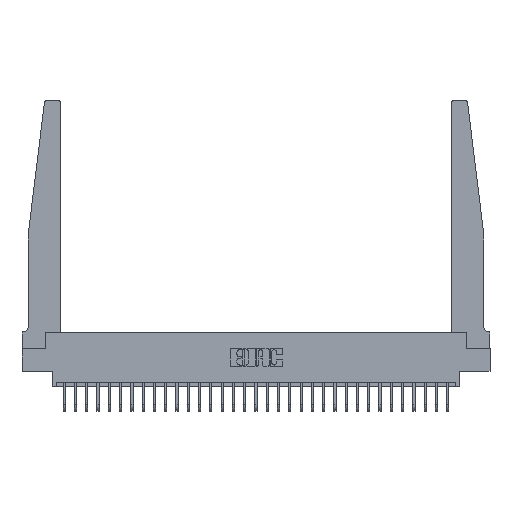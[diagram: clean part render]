
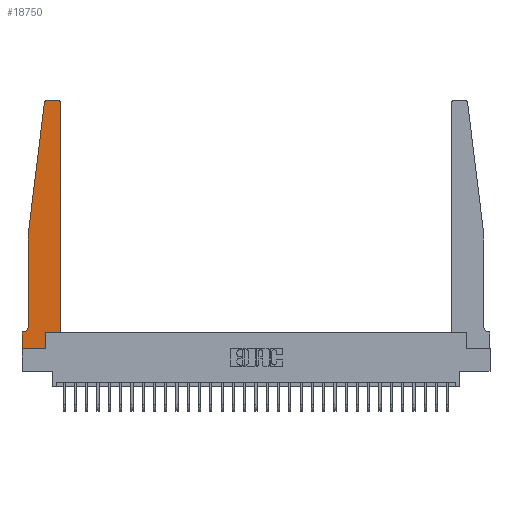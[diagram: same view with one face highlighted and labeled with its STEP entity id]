
A CAD part, top view. The second image highlights one B-rep face of the part: STEP entity #18750.
In plain terms, the highlighted planar face has unit normal (0, 0, 1).
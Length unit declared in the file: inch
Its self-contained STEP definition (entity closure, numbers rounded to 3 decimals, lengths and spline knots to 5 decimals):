
#490 = ORIENTED_EDGE ( 'NONE', *, *, #3991, .T. ) ;
#605 = AXIS2_PLACEMENT_3D ( 'NONE', #13939, #1044, #16053 ) ;
#737 = CARTESIAN_POINT ( 'NONE',  ( 0.425, 0.18, 0.37 ) ) ;
#1044 = DIRECTION ( 'NONE',  ( 0., 0., -1. ) ) ;
#1067 = DIRECTION ( 'NONE',  ( 1., 0., 0. ) ) ;
#1427 = AXIS2_PLACEMENT_3D ( 'NONE', #16801, #25304, #12634 ) ;
#1758 = ORIENTED_EDGE ( 'NONE', *, *, #18008, .T. ) ;
#1875 = CARTESIAN_POINT ( 'NONE',  ( 0., 0.1875, 0.37 ) ) ;
#2028 = CARTESIAN_POINT ( 'NONE',  ( 0.425, 2.72, 0.37 ) ) ;
#2702 = EDGE_CURVE ( 'NONE', #27255, #14974, #24604, .T. ) ;
#2855 = DIRECTION ( 'NONE',  ( 0., 1., 0. ) ) ;
#3134 = EDGE_CURVE ( 'NONE', #17416, #9621, #8288, .T. ) ;
#3484 = CARTESIAN_POINT ( 'NONE',  ( 0.065, 1.25, 0.37 ) ) ;
#3569 = CARTESIAN_POINT ( 'NONE',  ( 0., 0., 0.37 ) ) ;
#3910 = DIRECTION ( 'NONE',  ( -1., 0., 0. ) ) ;
#3991 = EDGE_CURVE ( 'NONE', #4483, #26708, #20853, .T. ) ;
#4087 = ORIENTED_EDGE ( 'NONE', *, *, #20322, .T. ) ;
#4483 = VERTEX_POINT ( 'NONE', #22998 ) ;
#4930 = CARTESIAN_POINT ( 'NONE',  ( 0., 0., 0.37 ) ) ;
#5795 = VECTOR ( 'NONE', #12167, 39.37008 ) ;
#6018 = DIRECTION ( 'NONE',  ( 0., -1., 0. ) ) ;
#6022 = CARTESIAN_POINT ( 'NONE',  ( 0.2605, 0., 0.37 ) ) ;
#6197 = VERTEX_POINT ( 'NONE', #7585 ) ;
#6215 = LINE ( 'NONE', #8200, #11206 ) ;
#7111 = DIRECTION ( 'NONE',  ( 0., 0., 1. ) ) ;
#7432 = EDGE_CURVE ( 'NONE', #6197, #4483, #14962, .T. ) ;
#7585 = CARTESIAN_POINT ( 'NONE',  ( 0.395, 2.75, 0.37 ) ) ;
#7649 = VECTOR ( 'NONE', #12263, 39.37008 ) ;
#8200 = CARTESIAN_POINT ( 'NONE',  ( 0.065, 0.1875, 0.37 ) ) ;
#8208 = AXIS2_PLACEMENT_3D ( 'NONE', #8739, #23578, #10871 ) ;
#8288 = CIRCLE ( 'NONE', #605, 0.05 ) ;
#8314 = PLANE ( 'NONE',  #1427 ) ;
#8515 = FACE_OUTER_BOUND ( 'NONE', #12590, .T. ) ;
#8691 = CARTESIAN_POINT ( 'NONE',  ( 0.425, 0.18, 0.37 ) ) ;
#8739 = CARTESIAN_POINT ( 'NONE',  ( 0.27653, 2.72, 0.37 ) ) ;
#9138 = AXIS2_PLACEMENT_3D ( 'NONE', #19823, #7111, #21943 ) ;
#9206 = ORIENTED_EDGE ( 'NONE', *, *, #24410, .T. ) ;
#9288 = VECTOR ( 'NONE', #18874, 39.37008 ) ;
#9483 = ORIENTED_EDGE ( 'NONE', *, *, #7432, .T. ) ;
#9569 = CARTESIAN_POINT ( 'NONE',  ( 0.2605, 0.18, 0.37 ) ) ;
#9621 = VERTEX_POINT ( 'NONE', #19303 ) ;
#9954 = ORIENTED_EDGE ( 'NONE', *, *, #24285, .T. ) ;
#10028 = EDGE_CURVE ( 'NONE', #26708, #10215, #22757, .T. ) ;
#10204 = VECTOR ( 'NONE', #2855, 39.37008 ) ;
#10215 = VERTEX_POINT ( 'NONE', #25385 ) ;
#10226 = VECTOR ( 'NONE', #6018, 39.37008 ) ;
#10228 = CARTESIAN_POINT ( 'NONE',  ( 0.065, 1.25, 0.37 ) ) ;
#10871 = DIRECTION ( 'NONE',  ( 1., 0., 0. ) ) ;
#10891 = ORIENTED_EDGE ( 'NONE', *, *, #22845, .T. ) ;
#10938 = CARTESIAN_POINT ( 'NONE',  ( 0.24675, 2.72367, 0.37 ) ) ;
#10942 = VERTEX_POINT ( 'NONE', #25685 ) ;
#11018 = VECTOR ( 'NONE', #1067, 39.37008 ) ;
#11206 = VECTOR ( 'NONE', #3910, 39.37008 ) ;
#11688 = LINE ( 'NONE', #11772, #11018 ) ;
#11772 = CARTESIAN_POINT ( 'NONE',  ( 0., 0., 0.37 ) ) ;
#12167 = DIRECTION ( 'NONE',  ( -0.122, -0.992, 0. ) ) ;
#12263 = DIRECTION ( 'NONE',  ( 0., -1., 0. ) ) ;
#12590 = EDGE_LOOP ( 'NONE', ( #9483, #490, #25342, #1758, #20315, #10891, #12801, #4087, #9206, #12910, #19932, #9954 ) ) ;
#12634 = DIRECTION ( 'NONE',  ( 1., 0., 0. ) ) ;
#12801 = ORIENTED_EDGE ( 'NONE', *, *, #2702, .T. ) ;
#12910 = ORIENTED_EDGE ( 'NONE', *, *, #25438, .T. ) ;
#13859 = DIRECTION ( 'NONE',  ( 0., 1., 0. ) ) ;
#13883 = VECTOR ( 'NONE', #13859, 39.37008 ) ;
#13939 = CARTESIAN_POINT ( 'NONE',  ( 0.015, 0.2375, 0.37 ) ) ;
#14227 = VERTEX_POINT ( 'NONE', #2028 ) ;
#14617 = VERTEX_POINT ( 'NONE', #6022 ) ;
#14962 = LINE ( 'NONE', #16845, #9288 ) ;
#14974 = VERTEX_POINT ( 'NONE', #4930 ) ;
#15222 = CARTESIAN_POINT ( 'NONE',  ( 0.425, 0.18, 0.37 ) ) ;
#15914 = LINE ( 'NONE', #10228, #10226 ) ;
#16053 = DIRECTION ( 'NONE',  ( -1., 0., 0. ) ) ;
#16530 = CIRCLE ( 'NONE', #9138, 0.03 ) ;
#16801 = CARTESIAN_POINT ( 'NONE',  ( 0., 0.1875, 0.37 ) ) ;
#16845 = CARTESIAN_POINT ( 'NONE',  ( 0.25, 2.75, 0.37 ) ) ;
#17416 = VERTEX_POINT ( 'NONE', #25192 ) ;
#18008 = EDGE_CURVE ( 'NONE', #10215, #17416, #15914, .T. ) ;
#18750 = ADVANCED_FACE ( 'NONE', ( #8515 ), #8314, .T. ) ;
#18874 = DIRECTION ( 'NONE',  ( -1., 0., 0. ) ) ;
#19303 = CARTESIAN_POINT ( 'NONE',  ( 0.015, 0.1875, 0.37 ) ) ;
#19470 = LINE ( 'NONE', #9569, #13883 ) ;
#19823 = CARTESIAN_POINT ( 'NONE',  ( 0.395, 2.72, 0.37 ) ) ;
#19932 = ORIENTED_EDGE ( 'NONE', *, *, #23139, .T. ) ;
#20315 = ORIENTED_EDGE ( 'NONE', *, *, #3134, .T. ) ;
#20322 = EDGE_CURVE ( 'NONE', #14974, #14617, #11688, .T. ) ;
#20853 = CIRCLE ( 'NONE', #8208, 0.03 ) ;
#21176 = VECTOR ( 'NONE', #21374, 39.37008 ) ;
#21374 = DIRECTION ( 'NONE',  ( 1., 0., 0. ) ) ;
#21943 = DIRECTION ( 'NONE',  ( 1., 0., 0. ) ) ;
#22757 = LINE ( 'NONE', #3484, #5795 ) ;
#22845 = EDGE_CURVE ( 'NONE', #9621, #27255, #6215, .T. ) ;
#22998 = CARTESIAN_POINT ( 'NONE',  ( 0.27653, 2.75, 0.37 ) ) ;
#23009 = VERTEX_POINT ( 'NONE', #15222 ) ;
#23139 = EDGE_CURVE ( 'NONE', #23009, #14227, #27144, .T. ) ;
#23578 = DIRECTION ( 'NONE',  ( 0., 0., 1. ) ) ;
#24285 = EDGE_CURVE ( 'NONE', #14227, #6197, #16530, .T. ) ;
#24410 = EDGE_CURVE ( 'NONE', #14617, #10942, #19470, .T. ) ;
#24604 = LINE ( 'NONE', #3569, #7649 ) ;
#25192 = CARTESIAN_POINT ( 'NONE',  ( 0.065, 0.2375, 0.37 ) ) ;
#25304 = DIRECTION ( 'NONE',  ( 0., 0., 1. ) ) ;
#25342 = ORIENTED_EDGE ( 'NONE', *, *, #10028, .T. ) ;
#25385 = CARTESIAN_POINT ( 'NONE',  ( 0.065, 1.25, 0.37 ) ) ;
#25438 = EDGE_CURVE ( 'NONE', #10942, #23009, #26848, .T. ) ;
#25685 = CARTESIAN_POINT ( 'NONE',  ( 0.2605, 0.18, 0.37 ) ) ;
#26708 = VERTEX_POINT ( 'NONE', #10938 ) ;
#26848 = LINE ( 'NONE', #8691, #21176 ) ;
#27144 = LINE ( 'NONE', #737, #10204 ) ;
#27255 = VERTEX_POINT ( 'NONE', #1875 ) ;
